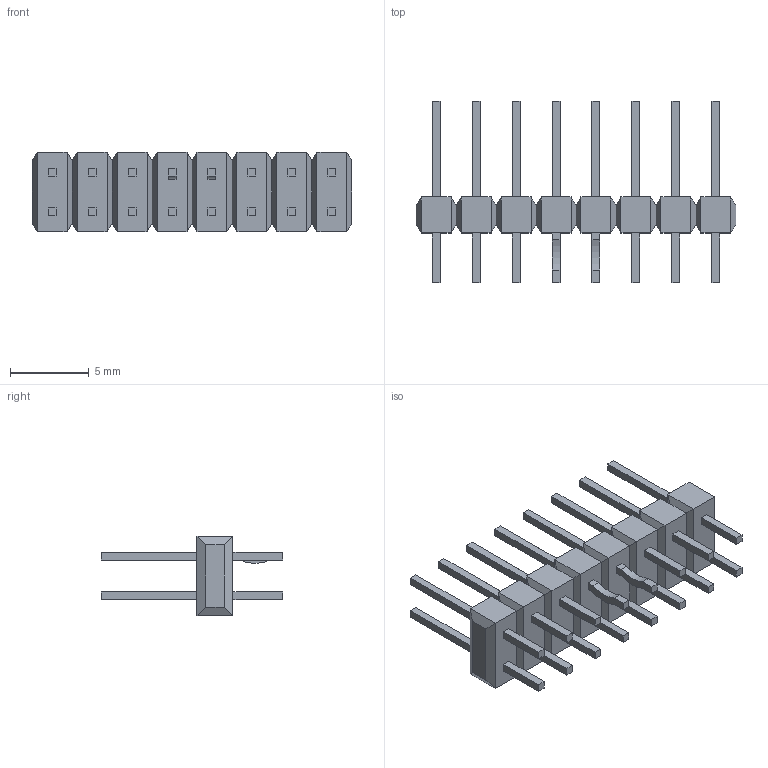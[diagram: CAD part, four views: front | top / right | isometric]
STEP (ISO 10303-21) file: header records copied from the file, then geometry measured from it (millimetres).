
FILE_DESCRIPTION((''),'2;1');
FILE_NAME('702871104','2016-11-24T',('ghp'),(''),'PRO/ENGINEER BY PARAMETRIC TECHNOLOGY CORPORATION, 2012310','PRO/ENGINEER BY PARAMETRIC TECHNOLOGY CORPORATION, 2012310','');
FILE_SCHEMA(('CONFIG_CONTROL_DESIGN'));
Length unit declared in the file: inch
Products named in the file (1): 702871104
Bounding box: 20.32 x 11.56 x 5.08 mm (x, y, z)
Volume: 255.7 mm3; surface area: 662.8 mm2
Topology: 1 solids, 1 shells, 266 faces, 636 edges, 404 vertices
Faces by surface type: plane 262, cylinder 4
Entity records: 7469 total; most frequent: CARTESIAN_POINT 1275, DIRECTION 1210, ORIENTED_EDGE 1208, EDGE_CURVE 604, VECTOR 596, LINE 596, VERTEX_POINT 372, AXIS2_PLACEMENT_3D 307
